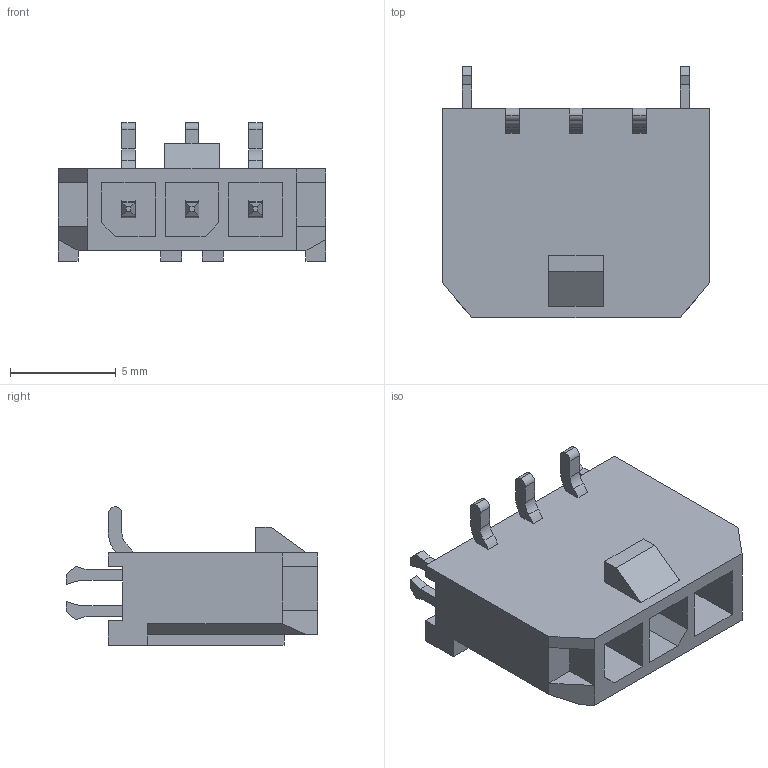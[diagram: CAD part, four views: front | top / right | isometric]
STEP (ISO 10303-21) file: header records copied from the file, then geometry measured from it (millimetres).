
FILE_DESCRIPTION(('STEP AP242'),'1');
FILE_NAME('0436500321.stp','2025-03-28T06:30:54',('TraceParts'),('TraceParts S.A.'),'Spatial InterOp 3D',' ',' ');
FILE_SCHEMA(('AP242_MANAGED_MODEL_BASED_3D_ENGINEERING_MIM_LF {1 0 10303 442 1 1 4}'));
Length unit declared in the file: millimetre
Products named in the file (1): 0436500321
Bounding box: 12.65 x 11.9 x 6.55 mm (x, y, z)
Volume: 343.1 mm3; surface area: 721.3 mm2
Topology: 1 solids, 1 shells, 162 faces, 410 edges, 266 vertices
Faces by surface type: plane 135, cylinder 27
Entity records: 4817 total; most frequent: CARTESIAN_POINT 839, ORIENTED_EDGE 820, DIRECTION 790, EDGE_CURVE 410, LINE 356, VECTOR 356, VERTEX_POINT 266, AXIS2_PLACEMENT_3D 217
